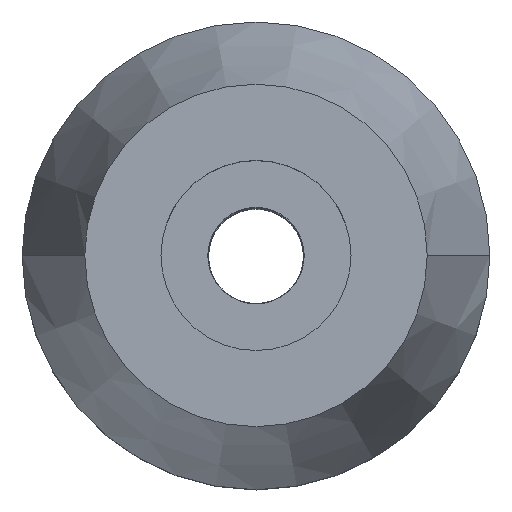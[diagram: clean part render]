
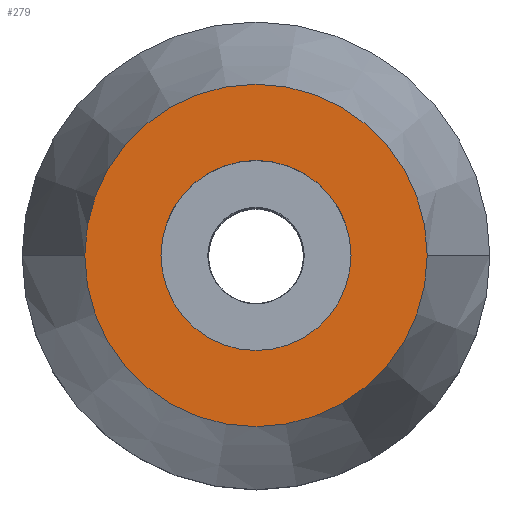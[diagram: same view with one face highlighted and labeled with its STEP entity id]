
A CAD part, top view. The second image highlights one B-rep face of the part: STEP entity #279.
In plain terms, the highlighted planar face has unit normal (0, 0, 1).
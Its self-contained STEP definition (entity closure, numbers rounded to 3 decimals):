
#125=VERTEX_POINT('',#338);
#139=EDGE_CURVE('',#227,#125,#352,.T.);
#143=EDGE_CURVE('',#125,#227,#356,.T.);
#153=EDGE_CURVE('',#229,#243,#367,.T.);
#227=VERTEX_POINT('',#452);
#229=VERTEX_POINT('',#454);
#243=VERTEX_POINT('',#471);
#279=ADVANCED_FACE('',(#511,#512),#513,.T.);
#287=EDGE_CURVE('',#243,#229,#521,.T.);
#338=CARTESIAN_POINT('',(5.856,0.,13.0));
#352=CIRCLE('',#593,5.856);
#356=CIRCLE('',#600,5.856);
#367=CIRCLE('',#616,3.25);
#452=CARTESIAN_POINT('',(-5.856,0.,13.0));
#454=CARTESIAN_POINT('',(-3.25,0.,13.0));
#471=CARTESIAN_POINT('',(3.25,0.0,13.0));
#511=FACE_BOUND('',#798,.T.);
#512=FACE_OUTER_BOUND('',#799,.T.);
#513=PLANE('',#800);
#521=CIRCLE('',#809,3.25);
#593=AXIS2_PLACEMENT_3D('',#868,#869,#870);
#600=AXIS2_PLACEMENT_3D('',#872,#873,#874);
#616=AXIS2_PLACEMENT_3D('',#890,#891,#892);
#798=EDGE_LOOP('',(#1081,#1082));
#799=EDGE_LOOP('',(#1083,#1084));
#800=AXIS2_PLACEMENT_3D('',#1085,#1086,#1087);
#809=AXIS2_PLACEMENT_3D('',#1088,#1089,#1090);
#868=CARTESIAN_POINT('',(0.,0.,13.0));
#869=DIRECTION('',(0.,0.,1.0));
#870=DIRECTION('',(-1.0,0.,-0.0));
#872=CARTESIAN_POINT('',(0.,0.,13.0));
#873=DIRECTION('',(0.,0.,1.0));
#874=DIRECTION('',(-1.0,0.,-0.0));
#890=CARTESIAN_POINT('',(0.0,0.0,13.0));
#891=DIRECTION('',(0.,0.,-1.0));
#892=DIRECTION('',(1.0,0.,0.));
#1081=ORIENTED_EDGE('',*,*,#287,.T.);
#1082=ORIENTED_EDGE('',*,*,#153,.T.);
#1083=ORIENTED_EDGE('',*,*,#139,.T.);
#1084=ORIENTED_EDGE('',*,*,#143,.T.);
#1085=CARTESIAN_POINT('',(-2.928,0.,13.0));
#1086=DIRECTION('',(0.,0.,1.0));
#1087=DIRECTION('',(-1.0,0.,0.));
#1088=CARTESIAN_POINT('',(0.0,0.0,13.0));
#1089=DIRECTION('',(0.,0.,-1.0));
#1090=DIRECTION('',(1.0,0.,0.));
